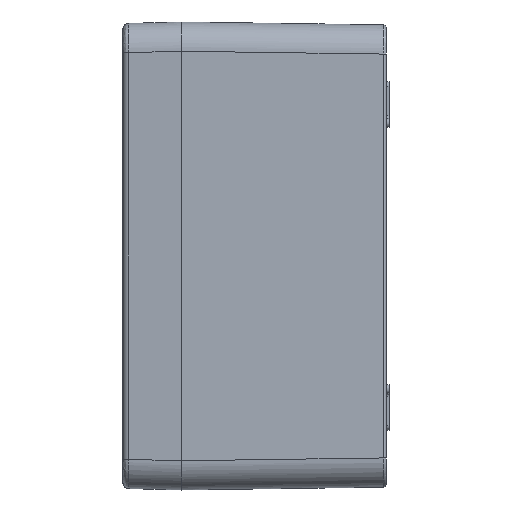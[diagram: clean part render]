
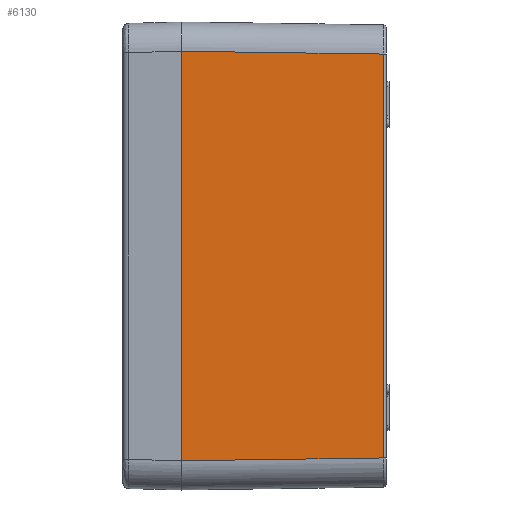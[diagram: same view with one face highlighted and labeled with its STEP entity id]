
A CAD part, left-side view. The second image highlights one B-rep face of the part: STEP entity #6130.
In plain terms, the highlighted planar face has unit normal (-1, -0.014, 0).
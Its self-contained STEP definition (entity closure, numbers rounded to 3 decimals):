
#669=CARTESIAN_POINT('',(-80.,70.,70.001));
#682=DIRECTION('',(0.,0.,1.));
#683=VECTOR('',#682,140.002);
#684=CARTESIAN_POINT('',(-80.,70.,-70.001));
#685=LINE('',#684,#683);
#697=CARTESIAN_POINT('',(-80.,70.,-70.001));
#1671=DIRECTION('',(0.,0.,-1.));
#1672=VECTOR('',#1671,138.074);
#1673=CARTESIAN_POINT('',(-79.036,0.986,
69.037));
#1674=LINE('',#1673,#1672);
#1678=DIRECTION('',(0.014,-1.,0.014));
#1679=VECTOR('',#1678,69.027);
#1680=CARTESIAN_POINT('',(-80.,70.,-70.001));
#1681=LINE('',#1680,#1679);
#1685=DIRECTION('',(0.014,-1.,-0.014));
#1686=VECTOR('',#1685,69.027);
#1687=CARTESIAN_POINT('',(-80.,70.,70.001));
#1688=LINE('',#1687,#1686);
#1702=CARTESIAN_POINT('',(-79.036,0.986,
69.037));
#4122=VERTEX_POINT('',#669);
#4125=VERTEX_POINT('',#697);
#4137=VERTEX_POINT('',#1702);
#4140=CARTESIAN_POINT('',(-79.036,0.986,
-69.037));
#4141=VERTEX_POINT('',#4140);
#6118=CARTESIAN_POINT('',(-80.,70.,-83.987));
#6119=DIRECTION('',(-1.,-0.014,0.));
#6120=DIRECTION('',(0.,0.,1.));
#6121=AXIS2_PLACEMENT_3D('',#6118,#6119,#6120);
#6122=PLANE('',#6121);
#6123=ORIENTED_EDGE('',*,*,#5925,.T.);
#6124=ORIENTED_EDGE('',*,*,#6113,.F.);
#6125=ORIENTED_EDGE('',*,*,#4992,.T.);
#6127=ORIENTED_EDGE('',*,*,#6126,.T.);
#6128=EDGE_LOOP('',(#6123,#6124,#6125,#6127));
#6129=FACE_OUTER_BOUND('',#6128,.F.);
#6130=ADVANCED_FACE('',(#6129),#6122,.T.);
#4992=EDGE_CURVE('',#4125,#4122,#685,.T.);
#5925=EDGE_CURVE('',#4137,#4141,#1674,.T.);
#6113=EDGE_CURVE('',#4125,#4141,#1681,.T.);
#6126=EDGE_CURVE('',#4122,#4137,#1688,.T.);
